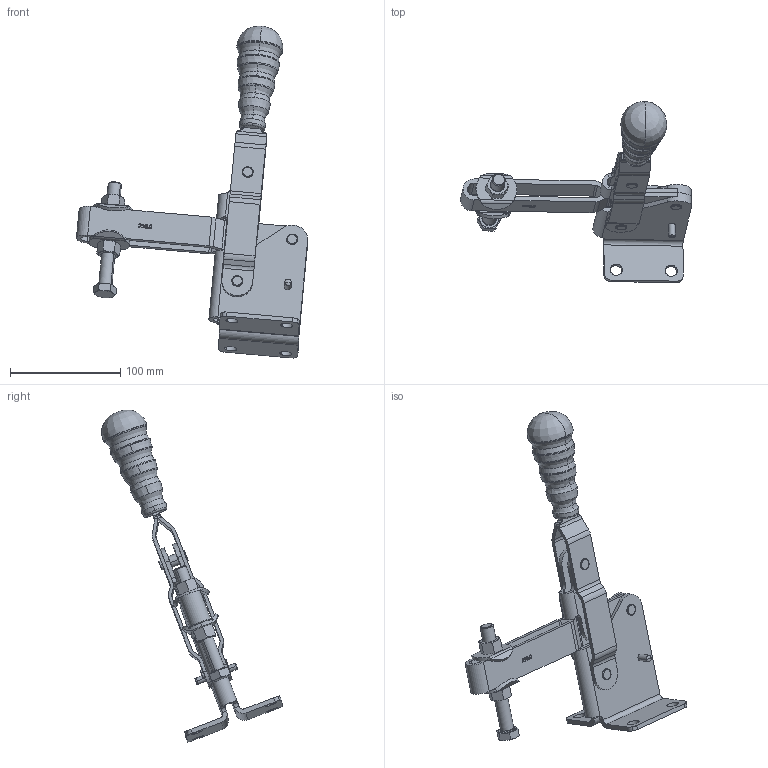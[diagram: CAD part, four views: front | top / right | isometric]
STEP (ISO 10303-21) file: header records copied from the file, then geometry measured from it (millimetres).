
FILE_DESCRIPTION((''),'2;1');
FILE_NAME('216.0.stp','2005-08-29T15:26:43',('CAD'),(''),'Autodesk Inventor 8','Autodesk Inventor 8','');
FILE_SCHEMA(('AUTOMOTIVE_DESIGN { 1 0 10303 214 1 1 1 1 }'));
Length unit declared in the file: millimetre
Products named in the file (1): Part33
Bounding box: 209.52 x 163.97 x 300.92 mm (x, y, z)
Volume: 276130.7 mm3; surface area: 117362.4 mm2
Topology: 1 solids, 3 shells, 1459 faces, 5037 edges, 3177 vertices
Faces by surface type: plane 723, cone 358, cylinder 233, bspline 119, torus 24, sphere 2
Full cylindrical faces by diameter (mm): 8 x2
Entity records: 58675 total; most frequent: CARTESIAN_POINT 15724, ORIENTED_EDGE 10044, DIRECTION 8731, EDGE_CURVE 5022, VERTEX_POINT 3176, AXIS2_PLACEMENT_3D 3108, VECTOR 2515, LINE 2515
